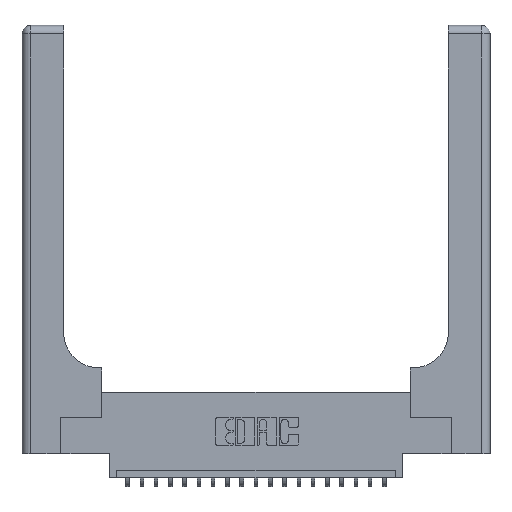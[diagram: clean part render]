
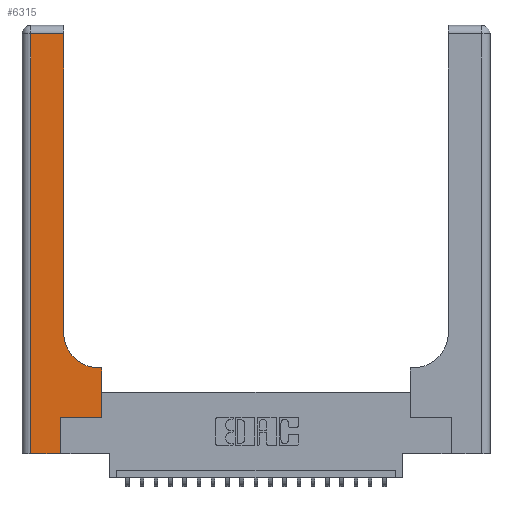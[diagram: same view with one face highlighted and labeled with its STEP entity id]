
A CAD part, top view. The second image highlights one B-rep face of the part: STEP entity #6315.
In plain terms, the highlighted planar face has unit normal (0, 0, 1).
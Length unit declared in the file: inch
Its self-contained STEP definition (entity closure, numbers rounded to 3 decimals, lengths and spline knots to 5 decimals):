
#614 = CARTESIAN_POINT ( 'NONE',  ( 0.269, 0.25, 0.37 ) ) ;
#832 = DIRECTION ( 'NONE',  ( 1., 0., 0. ) ) ;
#872 = LINE ( 'NONE', #4070, #16866 ) ;
#1469 = CARTESIAN_POINT ( 'NONE',  ( 0.5585, 0.25, 0.37 ) ) ;
#1579 = VERTEX_POINT ( 'NONE', #15249 ) ;
#1967 = DIRECTION ( 'NONE',  ( 0., 1., 0. ) ) ;
#2207 = EDGE_CURVE ( 'NONE', #11011, #2315, #872, .T. ) ;
#2315 = VERTEX_POINT ( 'NONE', #20020 ) ;
#2902 = CARTESIAN_POINT ( 'NONE',  ( 0.5585, 0.6, 0.37 ) ) ;
#3654 = VERTEX_POINT ( 'NONE', #18021 ) ;
#3819 = VECTOR ( 'NONE', #7505, 39.37008 ) ;
#4006 = CARTESIAN_POINT ( 'NONE',  ( 0.06, 3., 0.37 ) ) ;
#4070 = CARTESIAN_POINT ( 'NONE',  ( 0., 0., 0.37 ) ) ;
#4309 = LINE ( 'NONE', #19797, #20252 ) ;
#4602 = AXIS2_PLACEMENT_3D ( 'NONE', #5706, #5775, #5622 ) ;
#4951 = EDGE_LOOP ( 'NONE', ( #21869, #9112, #22327, #5842, #21129, #22500, #12272, #19123, #17784 ) ) ;
#5202 = DIRECTION ( 'NONE',  ( -1., 0., 0. ) ) ;
#5379 = VECTOR ( 'NONE', #5202, 39.37008 ) ;
#5622 = DIRECTION ( 'NONE',  ( -1., 0., 0. ) ) ;
#5706 = CARTESIAN_POINT ( 'NONE',  ( 0., 3., 0.37 ) ) ;
#5775 = DIRECTION ( 'NONE',  ( 0., 0., -1. ) ) ;
#5842 = ORIENTED_EDGE ( 'NONE', *, *, #2207, .T. ) ;
#5960 = VERTEX_POINT ( 'NONE', #2902 ) ;
#6315 = ADVANCED_FACE ( 'NONE', ( #21153 ), #11210, .F. ) ;
#7505 = DIRECTION ( 'NONE',  ( 1., 0., 0. ) ) ;
#7555 = CARTESIAN_POINT ( 'NONE',  ( 0.2915, 2.94, 0.37 ) ) ;
#7806 = CARTESIAN_POINT ( 'NONE',  ( 0.5415, 0.85, 0.37 ) ) ;
#8315 = EDGE_CURVE ( 'NONE', #5960, #15278, #4309, .T. ) ;
#9112 = ORIENTED_EDGE ( 'NONE', *, *, #16776, .T. ) ;
#9321 = VECTOR ( 'NONE', #18558, 39.37008 ) ;
#9518 = DIRECTION ( 'NONE',  ( 0., 0., -1. ) ) ;
#9849 = DIRECTION ( 'NONE',  ( 0., 1., 0. ) ) ;
#10133 = LINE ( 'NONE', #17436, #5379 ) ;
#11011 = VERTEX_POINT ( 'NONE', #19486 ) ;
#11032 = DIRECTION ( 'NONE',  ( -1., 0., 0. ) ) ;
#11210 = PLANE ( 'NONE',  #4602 ) ;
#11308 = VERTEX_POINT ( 'NONE', #12230 ) ;
#11312 = LINE ( 'NONE', #614, #3819 ) ;
#11430 = DIRECTION ( 'NONE',  ( 1., 0., 0. ) ) ;
#11563 = EDGE_CURVE ( 'NONE', #15278, #12116, #22612, .T. ) ;
#11694 = VECTOR ( 'NONE', #13446, 39.37008 ) ;
#11795 = AXIS2_PLACEMENT_3D ( 'NONE', #7806, #9518, #11430 ) ;
#12116 = VERTEX_POINT ( 'NONE', #19862 ) ;
#12211 = EDGE_CURVE ( 'NONE', #1579, #5960, #16585, .T. ) ;
#12230 = CARTESIAN_POINT ( 'NONE',  ( 0.06, 2.94, 0.37 ) ) ;
#12236 = LINE ( 'NONE', #18592, #11694 ) ;
#12272 = ORIENTED_EDGE ( 'NONE', *, *, #12211, .T. ) ;
#12574 = CARTESIAN_POINT ( 'NONE',  ( 0.269, 0., 0.37 ) ) ;
#13446 = DIRECTION ( 'NONE',  ( 0., 1., 0. ) ) ;
#13746 = EDGE_CURVE ( 'NONE', #2315, #3654, #14886, .T. ) ;
#13971 = LINE ( 'NONE', #4006, #9321 ) ;
#14685 = EDGE_CURVE ( 'NONE', #3654, #1579, #11312, .T. ) ;
#14812 = VERTEX_POINT ( 'NONE', #7555 ) ;
#14886 = LINE ( 'NONE', #12574, #22550 ) ;
#15249 = CARTESIAN_POINT ( 'NONE',  ( 0.5585, 0.25, 0.37 ) ) ;
#15278 = VERTEX_POINT ( 'NONE', #16068 ) ;
#16068 = CARTESIAN_POINT ( 'NONE',  ( 0.5415, 0.6, 0.37 ) ) ;
#16560 = VECTOR ( 'NONE', #9849, 39.37008 ) ;
#16585 = LINE ( 'NONE', #1469, #16560 ) ;
#16776 = EDGE_CURVE ( 'NONE', #14812, #11308, #10133, .T. ) ;
#16866 = VECTOR ( 'NONE', #832, 39.37008 ) ;
#17436 = CARTESIAN_POINT ( 'NONE',  ( 0., 2.94, 0.37 ) ) ;
#17784 = ORIENTED_EDGE ( 'NONE', *, *, #11563, .T. ) ;
#18021 = CARTESIAN_POINT ( 'NONE',  ( 0.269, 0.25, 0.37 ) ) ;
#18454 = EDGE_CURVE ( 'NONE', #12116, #14812, #12236, .T. ) ;
#18558 = DIRECTION ( 'NONE',  ( 0., -1., 0. ) ) ;
#18592 = CARTESIAN_POINT ( 'NONE',  ( 0.2915, 3., 0.37 ) ) ;
#19123 = ORIENTED_EDGE ( 'NONE', *, *, #8315, .T. ) ;
#19486 = CARTESIAN_POINT ( 'NONE',  ( 0.06, 0., 0.37 ) ) ;
#19797 = CARTESIAN_POINT ( 'NONE',  ( 0.2915, 0.6, 0.37 ) ) ;
#19862 = CARTESIAN_POINT ( 'NONE',  ( 0.2915, 0.85, 0.37 ) ) ;
#20020 = CARTESIAN_POINT ( 'NONE',  ( 0.269, 0., 0.37 ) ) ;
#20252 = VECTOR ( 'NONE', #11032, 39.37008 ) ;
#21129 = ORIENTED_EDGE ( 'NONE', *, *, #13746, .T. ) ;
#21153 = FACE_OUTER_BOUND ( 'NONE', #4951, .T. ) ;
#21869 = ORIENTED_EDGE ( 'NONE', *, *, #18454, .T. ) ;
#22027 = EDGE_CURVE ( 'NONE', #11308, #11011, #13971, .T. ) ;
#22327 = ORIENTED_EDGE ( 'NONE', *, *, #22027, .T. ) ;
#22500 = ORIENTED_EDGE ( 'NONE', *, *, #14685, .T. ) ;
#22550 = VECTOR ( 'NONE', #1967, 39.37008 ) ;
#22612 = CIRCLE ( 'NONE', #11795, 0.25 ) ;
